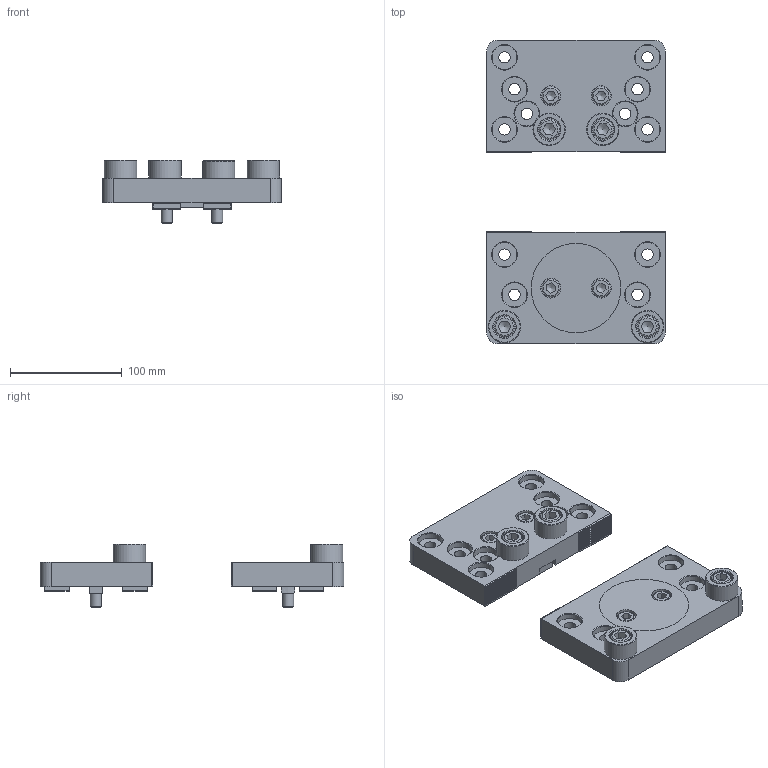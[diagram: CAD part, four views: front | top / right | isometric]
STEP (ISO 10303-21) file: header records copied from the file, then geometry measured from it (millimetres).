
FILE_DESCRIPTION((''),'2;1');
FILE_NAME('303-0160-002-Kunde.stp','2014-11-26T14:07:54',('Sigimeier'),(''),'Autodesk Inventor 2013','Autodesk Inventor 2013','');
FILE_SCHEMA(('AUTOMOTIVE_DESIGN { 1 0 10303 214 1 1 1 1 }'));
Length unit declared in the file: millimetre
Products named in the file (9): 303-0160-002-Kunde; 5121-0160-003; 5121-0160-004; 5161-0080-002; 5222-0029-001; NLM03250-20; DIN 912 - ersetzt durch DIN EN ISO 4762 M6 x 10; DIN 912 - ersetzt durch DIN EN ISO 4762 M10 x 30; DIN 912 - ersetzt durch DIN EN ISO 4762 M12 x 25
Assembly tree (23 placements, depth 2):
  303-0160-002-Kunde
    5121-0160-003
    5121-0160-004
    5161-0080-002
    5222-0029-001  x4
    NLM03250-20  x4
    DIN 912 - ersetzt durch DIN EN ISO 4762 M6 x 10  x4
    DIN 912 - ersetzt durch DIN EN ISO 4762 M10 x 30  x4
    DIN 912 - ersetzt durch DIN EN ISO 4762 M12 x 25  x4
Bounding box: 160 x 272 x 57 mm (x, y, z)
Volume: 702242.2 mm3; surface area: 162605.9 mm2
Topology: 23 solids, 23 shells, 609 faces, 1481 edges, 956 vertices
Faces by surface type: plane 388, cylinder 140, cone 57, torus 24
Full cylindrical faces by diameter (mm): 4.917 x4, 6 x4, 6.3 x4, 10 x8, 10.106 x16, 11 x8, 12 x4, 13 x4, 16 x4, 18 x8, 20 x4, 22 x20, 29 x4, 70 x2, 80 x2
Entity records: 12191 total; most frequent: CARTESIAN_POINT 2084, DIRECTION 2068, ORIENTED_EDGE 1884, EDGE_CURVE 942, AXIS2_PLACEMENT_3D 710, VERTEX_POINT 672, VECTOR 648, LINE 648
